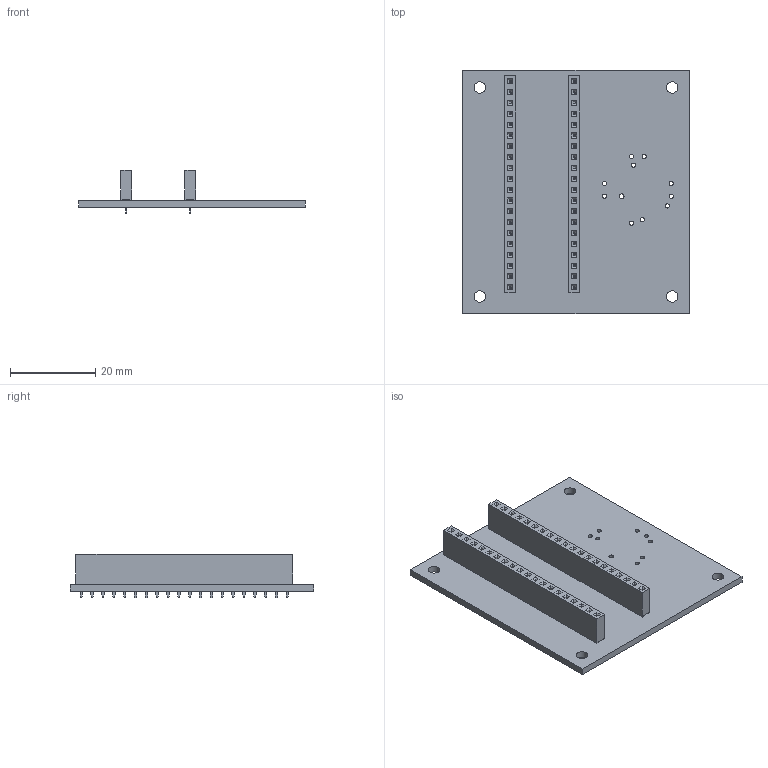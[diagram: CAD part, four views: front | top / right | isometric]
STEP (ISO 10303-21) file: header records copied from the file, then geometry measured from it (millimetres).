
FILE_DESCRIPTION(('KiCad electronic assembly'),'2;1');
FILE_NAME('MultimediaPilot.step','2020-03-15T15:55:58',('An Author'),( 'A Company'),'Open CASCADE STEP processor 6.9', 'KiCad to STEP converter','Unknown');
FILE_SCHEMA(('AUTOMOTIVE_DESIGN { 1 0 10303 214 1 1 1 1 }'));
Length unit declared in the file: millimetre
Products named in the file (4): Open CASCADE STEP translator 6.9 1; PinSocket_1x20_P2.54mm_Vertical; SOLID; COMPOUND
Assembly tree (4 placements, depth 3):
  Open CASCADE STEP translator 6.9 1
    PinSocket_1x20_P2.54mm_Vertical  x2
      SOLID
    COMPOUND
Bounding box: 53 x 57 x 10.1 mm (x, y, z)
Volume: 6464.2 mm3; surface area: 9362.5 mm2
Topology: 3 solids, 3 shells, 1295 faces, 3347 edges, 2178 vertices
Faces by surface type: plane 1266, cylinder 29
Full cylindrical faces by diameter (mm): 1 x24, 1.1 x1, 2.7 x4
Entity records: 46832 total; most frequent: CARTESIAN_POINT 6961, DIRECTION 6567, LINE 5053, VECTOR 5053, ORIENTED_EDGE 3446, PCURVE 3446, DEFINITIONAL_REPRESENTATION 3446, EDGE_CURVE 1723
